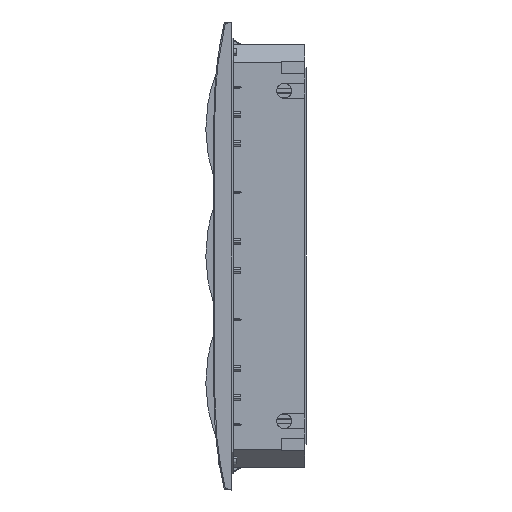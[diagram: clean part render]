
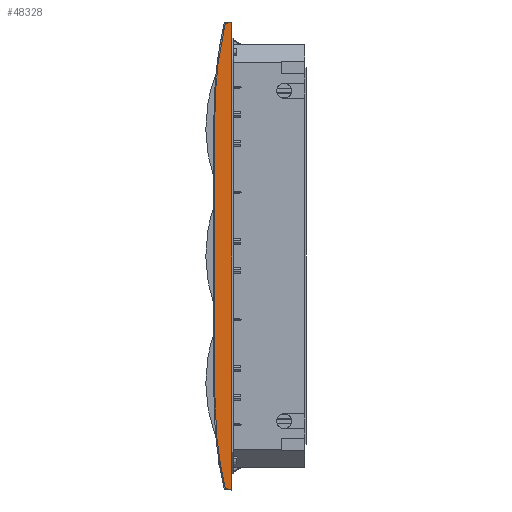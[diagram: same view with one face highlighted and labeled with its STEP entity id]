
A CAD part, left-side view. The second image highlights one B-rep face of the part: STEP entity #48328.
In plain terms, the highlighted planar face has unit normal (-1, 0.018, 0).
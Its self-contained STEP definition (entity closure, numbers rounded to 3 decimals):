
#181 = EDGE_LOOP ( 'NONE', ( #119194, #39082, #150392, #71264, #87229, #148704 ) ) ;
#433 = EDGE_CURVE ( 'NONE', #151108, #127366, #49383, .T. ) ;
#976 = LINE ( 'NONE', #115314, #127568 ) ;
#9104 = EDGE_CURVE ( 'NONE', #132572, #127366, #119213, .T. ) ;
#11240 = DIRECTION ( 'NONE',  ( 0., 0., -1. ) ) ;
#11603 = CARTESIAN_POINT ( 'NONE',  ( -182.495, 92.812, -217.896 ) ) ;
#13202 = CARTESIAN_POINT ( 'NONE',  ( -182.43, 96.517, -151.5 ) ) ;
#13655 = FACE_OUTER_BOUND ( 'NONE', #181, .T. ) ;
#22837 = CARTESIAN_POINT ( 'NONE',  ( -182.623, 85.448, -250.374 ) ) ;
#39082 = ORIENTED_EDGE ( 'NONE', *, *, #50136, .T. ) ;
#41427 = CARTESIAN_POINT ( 'NONE',  ( -182.623, 85.448, 250.374 ) ) ;
#41938 = CARTESIAN_POINT ( 'NONE',  ( -182.43, 96.517, 184.802 ) ) ;
#43236 = DIRECTION ( 'NONE',  ( 0., 0., -1. ) ) ;
#48328 = ADVANCED_FACE ( 'NONE', ( #13655 ), #53332, .T. ) ;
#49383 = LINE ( 'NONE', #159190, #108843 ) ;
#50136 = EDGE_CURVE ( 'NONE', #151108, #107915, #976, .T. ) ;
#53332 = PLANE ( 'NONE',  #143068 ) ;
#55412 = CARTESIAN_POINT ( 'NONE',  ( -182.75, 78.2, 250.5 ) ) ;
#55659 = VERTEX_POINT ( 'NONE', #66026 ) ;
#59694 = CARTESIAN_POINT ( 'NONE',  ( -182.623, 85.448, -250.374 ) ) ;
#65631 = CARTESIAN_POINT ( 'NONE',  ( -182.75, 78.2, 251.5 ) ) ;
#66026 = CARTESIAN_POINT ( 'NONE',  ( -182.43, 96.517, 151.5 ) ) ;
#67021 = CARTESIAN_POINT ( 'NONE',  ( -182.597, 86.957, -250.347 ) ) ;
#69330 = CARTESIAN_POINT ( 'NONE',  ( -182.75, 78.2, -250.5 ) ) ;
#71264 = ORIENTED_EDGE ( 'NONE', *, *, #101187, .T. ) ;
#72000 = LINE ( 'NONE', #104826, #102700 ) ;
#78408 = CARTESIAN_POINT ( 'NONE',  ( -182.495, 92.812, 217.896 ) ) ;
#79325 = DIRECTION ( 'NONE',  ( 0.017, 1., -0.017 ) ) ;
#79767 = VERTEX_POINT ( 'NONE', #122370 ) ;
#86513 = VECTOR ( 'NONE', #152818, 1000. ) ;
#87229 = ORIENTED_EDGE ( 'NONE', *, *, #140180, .T. ) ;
#89229 = DIRECTION ( 'NONE',  ( -1., 0.017, 0. ) ) ;
#98908 = CARTESIAN_POINT ( 'NONE',  ( -182.43, 96.517, -184.802 ) ) ;
#100585 =( BOUNDED_CURVE ( )  B_SPLINE_CURVE ( 3, ( #13202, #98908, #11603, #59694 ),
 .UNSPECIFIED., .F., .F. ) 
 B_SPLINE_CURVE_WITH_KNOTS ( ( 4, 4 ),
 ( 0., 0.223 ),
 .UNSPECIFIED. ) 
 CURVE ( )  GEOMETRIC_REPRESENTATION_ITEM ( )  RATIONAL_B_SPLINE_CURVE ( ( 1., 0.996, 0.996, 1. ) ) 
 REPRESENTATION_ITEM ( '' )  );
#101187 = EDGE_CURVE ( 'NONE', #55659, #79767, #72000, .T. ) ;
#102700 = VECTOR ( 'NONE', #43236, 1000. ) ;
#104826 = CARTESIAN_POINT ( 'NONE',  ( -182.43, 96.517, 251.5 ) ) ;
#107915 = VERTEX_POINT ( 'NONE', #127393 ) ;
#108432 = EDGE_CURVE ( 'NONE', #107915, #55659, #144820, .T. ) ;
#108843 = VECTOR ( 'NONE', #11240, 1000. ) ;
#112393 = DIRECTION ( 'NONE',  ( 0.017, 1., 0. ) ) ;
#115314 = CARTESIAN_POINT ( 'NONE',  ( -182.75, 78.183, 250.5 ) ) ;
#117061 = CARTESIAN_POINT ( 'NONE',  ( -182.43, 96.517, 151.5 ) ) ;
#119194 = ORIENTED_EDGE ( 'NONE', *, *, #433, .F. ) ;
#119213 = LINE ( 'NONE', #67021, #86513 ) ;
#122370 = CARTESIAN_POINT ( 'NONE',  ( -182.43, 96.517, -151.5 ) ) ;
#127366 = VERTEX_POINT ( 'NONE', #69330 ) ;
#127393 = CARTESIAN_POINT ( 'NONE',  ( -182.623, 85.448, 250.374 ) ) ;
#127568 = VECTOR ( 'NONE', #79325, 1000. ) ;
#132572 = VERTEX_POINT ( 'NONE', #22837 ) ;
#140180 = EDGE_CURVE ( 'NONE', #79767, #132572, #100585, .T. ) ;
#143068 = AXIS2_PLACEMENT_3D ( 'NONE', #65631, #89229, #112393 ) ;
#144820 =( BOUNDED_CURVE ( )  B_SPLINE_CURVE ( 3, ( #41427, #78408, #41938, #117061 ),
 .UNSPECIFIED., .F., .F. ) 
 B_SPLINE_CURVE_WITH_KNOTS ( ( 4, 4 ),
 ( 6.06, 6.283 ),
 .UNSPECIFIED. ) 
 CURVE ( )  GEOMETRIC_REPRESENTATION_ITEM ( )  RATIONAL_B_SPLINE_CURVE ( ( 1., 0.996, 0.996, 1. ) ) 
 REPRESENTATION_ITEM ( '' )  );
#148704 = ORIENTED_EDGE ( 'NONE', *, *, #9104, .T. ) ;
#150392 = ORIENTED_EDGE ( 'NONE', *, *, #108432, .T. ) ;
#151108 = VERTEX_POINT ( 'NONE', #55412 ) ;
#152818 = DIRECTION ( 'NONE',  ( -0.017, -1., -0.017 ) ) ;
#159190 = CARTESIAN_POINT ( 'NONE',  ( -182.75, 78.2, 251.5 ) ) ;
